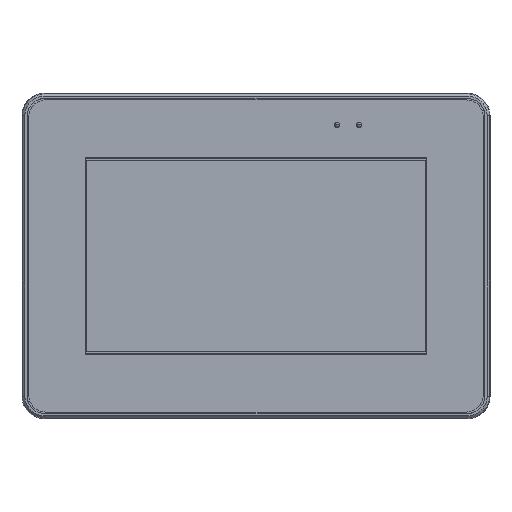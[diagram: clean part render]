
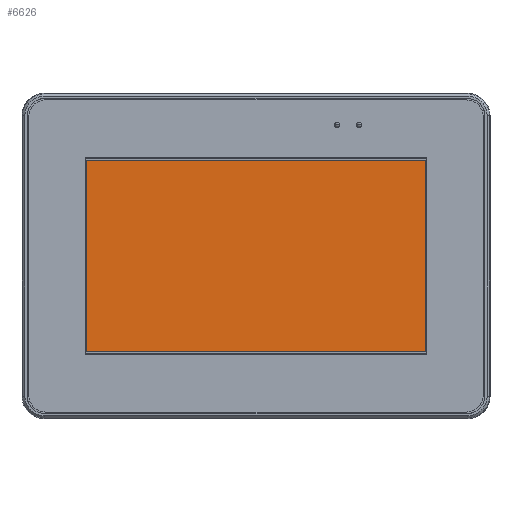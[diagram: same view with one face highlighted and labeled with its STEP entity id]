
A CAD part, top view. The second image highlights one B-rep face of the part: STEP entity #6626.
In plain terms, the highlighted planar face has unit normal (0, 0, 1).
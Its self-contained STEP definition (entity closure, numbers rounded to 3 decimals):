
#272 = CARTESIAN_POINT ( 'NONE',  ( -78.73, -41.56, 0. ) ) ;
#4491 = PLANE ( 'NONE',  #56256 ) ;
#5871 = VECTOR ( 'NONE', #5891, 1000. ) ;
#5891 = DIRECTION ( 'NONE',  ( 0., -1., 0. ) ) ;
#6626 = ADVANCED_FACE ( 'NONE', ( #65616 ), #4491, .T. ) ;
#9575 = CARTESIAN_POINT ( 'NONE',  ( -82.45, -50., 0. ) ) ;
#9989 = EDGE_CURVE ( 'NONE', #24666, #49585, #31712, .T. ) ;
#10243 = DIRECTION ( 'NONE',  ( 0., 0., 1. ) ) ;
#10573 = ORIENTED_EDGE ( 'NONE', *, *, #37592, .T. ) ;
#11743 = ORIENTED_EDGE ( 'NONE', *, *, #9989, .T. ) ;
#14385 = CARTESIAN_POINT ( 'NONE',  ( -78.73, 45.42, 0. ) ) ;
#20475 = CARTESIAN_POINT ( 'NONE',  ( 75.75, 45.42, 0. ) ) ;
#20738 = CARTESIAN_POINT ( 'NONE',  ( -78.73, -41.56, 0. ) ) ;
#21396 = ORIENTED_EDGE ( 'NONE', *, *, #24509, .T. ) ;
#22412 = ORIENTED_EDGE ( 'NONE', *, *, #31911, .T. ) ;
#22453 = CARTESIAN_POINT ( 'NONE',  ( 75.75, -41.56, 0. ) ) ;
#24509 = EDGE_CURVE ( 'NONE', #49585, #53007, #51881, .T. ) ;
#24666 = VERTEX_POINT ( 'NONE', #14385 ) ;
#25524 = DIRECTION ( 'NONE',  ( 1., 0., 0. ) ) ;
#27993 = DIRECTION ( 'NONE',  ( 1., 0., 0. ) ) ;
#29308 = CARTESIAN_POINT ( 'NONE',  ( -78.73, 45.42, 0. ) ) ;
#31712 = LINE ( 'NONE', #41880, #5871 ) ;
#31911 = EDGE_CURVE ( 'NONE', #53007, #46401, #38638, .T. ) ;
#33598 = VECTOR ( 'NONE', #60368, 1000. ) ;
#37592 = EDGE_CURVE ( 'NONE', #46401, #24666, #50003, .T. ) ;
#38638 = LINE ( 'NONE', #64795, #33598 ) ;
#41880 = CARTESIAN_POINT ( 'NONE',  ( -78.73, 45.42, 0. ) ) ;
#46401 = VERTEX_POINT ( 'NONE', #20475 ) ;
#47692 = EDGE_LOOP ( 'NONE', ( #10573, #11743, #21396, #22412 ) ) ;
#49585 = VERTEX_POINT ( 'NONE', #20738 ) ;
#50003 = LINE ( 'NONE', #29308, #61476 ) ;
#51881 = LINE ( 'NONE', #272, #62251 ) ;
#53007 = VERTEX_POINT ( 'NONE', #22453 ) ;
#54089 = DIRECTION ( 'NONE',  ( -1., 0., 0. ) ) ;
#56256 = AXIS2_PLACEMENT_3D ( 'NONE', #9575, #10243, #25524 ) ;
#60368 = DIRECTION ( 'NONE',  ( 0., 1., 0. ) ) ;
#61476 = VECTOR ( 'NONE', #54089, 1000. ) ;
#62251 = VECTOR ( 'NONE', #27993, 1000. ) ;
#64795 = CARTESIAN_POINT ( 'NONE',  ( 75.75, 45.42, 0. ) ) ;
#65616 = FACE_OUTER_BOUND ( 'NONE', #47692, .T. ) ;
